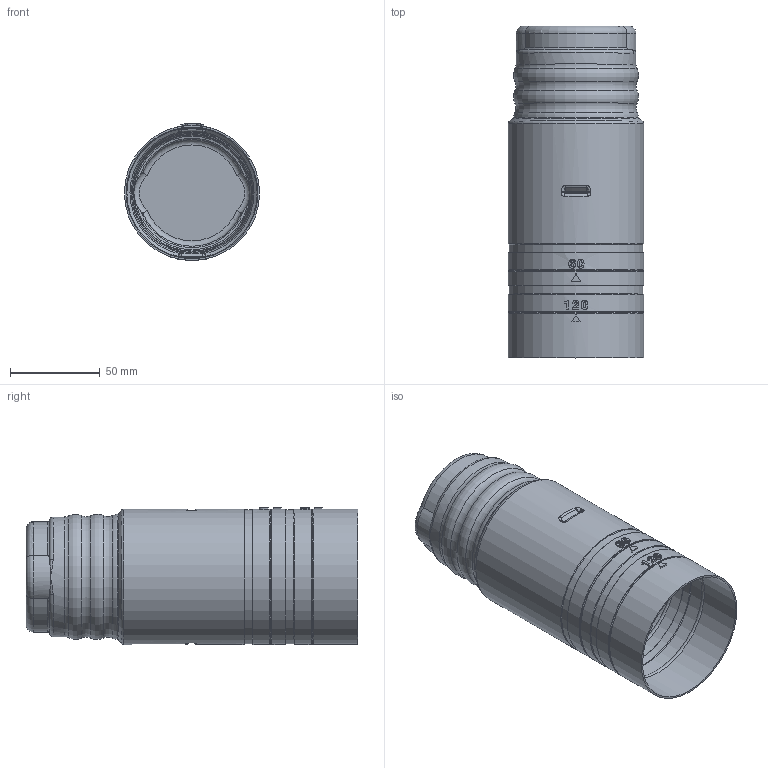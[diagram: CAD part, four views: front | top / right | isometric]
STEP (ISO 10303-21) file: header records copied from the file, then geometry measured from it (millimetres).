
FILE_DESCRIPTION(/* description */ (''),/* implementation_level */ '2;1');
FILE_NAME(/* name */ 'Schutzkappe_STAR_60_120ml_109520.stp',/* time_stamp */ '2014-08-13T13:37:13+02:00',/* author */ ('002164'),/* organization */ (''),/* preprocessor_version */ 'ST-DEVELOPER v15.6',/* originating_system */ 'Autodesk Inventor 2015',/* authorisation */ '');
FILE_SCHEMA (('AUTOMOTIVE_DESIGN { 1 0 10303 214 3 1 1 }'));
Length unit declared in the file: millimetre
Products named in the file (1): ancap08a
Bounding box: 75.4 x 185 x 76.4 mm (x, y, z)
Volume: 45528.3 mm3; surface area: 91217.8 mm2
Topology: 1 solids, 1 shells, 259 faces, 604 edges, 342 vertices
Faces by surface type: bspline 77, cylinder 62, torus 56, plane 30, cone 18, sphere 16
Full cylindrical faces by diameter (mm): 64.8 x1, 66.8 x1, 72.7 x2, 73.4 x5, 74.7 x2, 75.4 x5
Entity records: 18172 total; most frequent: CARTESIAN_POINT 13098, ORIENTED_EDGE 1060, DIRECTION 907, EDGE_CURVE 530, AXIS2_PLACEMENT_3D 392, VERTEX_POINT 338, EDGE_LOOP 324, FACE_OUTER_BOUND 259
